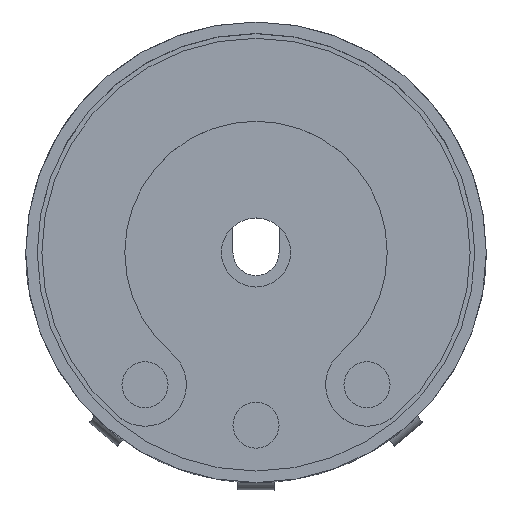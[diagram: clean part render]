
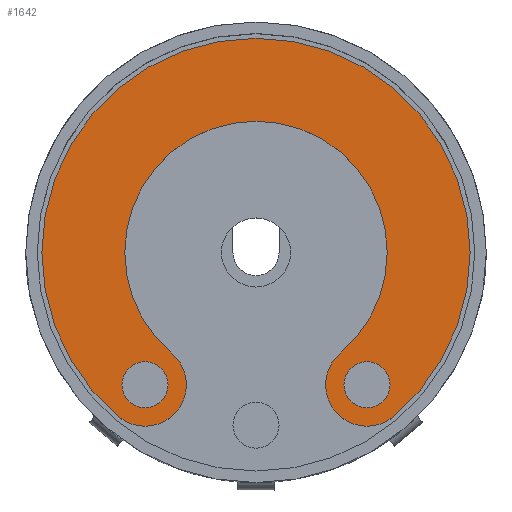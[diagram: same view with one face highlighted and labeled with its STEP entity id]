
A CAD part, top view. The second image highlights one B-rep face of the part: STEP entity #1642.
In plain terms, the highlighted planar face has unit normal (0, 0, 1).
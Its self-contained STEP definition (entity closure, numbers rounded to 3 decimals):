
#19 = CARTESIAN_POINT ( 'NONE',  ( 0., 0., 0.7 ) ) ;
#85 = AXIS2_PLACEMENT_3D ( 'NONE', #1353, #5546, #5976 ) ;
#119 = CARTESIAN_POINT ( 'NONE',  ( -1.832, -2.183, 0.7 ) ) ;
#131 = EDGE_CURVE ( 'NONE', #2484, #3240, #1793, .T. ) ;
#134 = VERTEX_POINT ( 'NONE', #5543 ) ;
#156 = CIRCLE ( 'NONE', #5029, 2.85 ) ;
#180 = CARTESIAN_POINT ( 'NONE',  ( 2.01, -2.873, 0.7 ) ) ;
#243 = AXIS2_PLACEMENT_3D ( 'NONE', #4240, #2395, #1507 ) ;
#265 = DIRECTION ( 'NONE',  ( 1., 0., 0. ) ) ;
#289 = AXIS2_PLACEMENT_3D ( 'NONE', #5744, #3371, #2926 ) ;
#372 = CARTESIAN_POINT ( 'NONE',  ( 2.41, -2.873, 0.7 ) ) ;
#501 = DIRECTION ( 'NONE',  ( 0., 0., -1. ) ) ;
#528 = VERTEX_POINT ( 'NONE', #180 ) ;
#586 = AXIS2_PLACEMENT_3D ( 'NONE', #2734, #5949, #1348 ) ;
#621 = DIRECTION ( 'NONE',  ( 1., 0., 0. ) ) ;
#656 = ORIENTED_EDGE ( 'NONE', *, *, #2333, .T. ) ;
#657 = CIRCLE ( 'NONE', #5758, 0.9 ) ;
#698 = CARTESIAN_POINT ( 'NONE',  ( 2.41, -2.873, 0.7 ) ) ;
#703 = CARTESIAN_POINT ( 'NONE',  ( 2.989, -3.562, 0.7 ) ) ;
#730 = DIRECTION ( 'NONE',  ( 0., 0., 1. ) ) ;
#742 = AXIS2_PLACEMENT_3D ( 'NONE', #1244, #730, #265 ) ;
#852 = CIRCLE ( 'NONE', #742, 0.4 ) ;
#928 = CIRCLE ( 'NONE', #1104, 0.9 ) ;
#1064 = ORIENTED_EDGE ( 'NONE', *, *, #2059, .T. ) ;
#1104 = AXIS2_PLACEMENT_3D ( 'NONE', #4940, #2192, #4019 ) ;
#1131 = ORIENTED_EDGE ( 'NONE', *, *, #2015, .T. ) ;
#1219 = EDGE_CURVE ( 'NONE', #134, #5884, #657, .T. ) ;
#1244 = CARTESIAN_POINT ( 'NONE',  ( -2.41, -2.873, 0.7 ) ) ;
#1252 = EDGE_CURVE ( 'NONE', #2458, #5229, #2130, .T. ) ;
#1260 = DIRECTION ( 'NONE',  ( 1., 0., 0. ) ) ;
#1347 = CIRCLE ( 'NONE', #2483, 4.65 ) ;
#1348 = DIRECTION ( 'NONE',  ( 1., 0., 0. ) ) ;
#1353 = CARTESIAN_POINT ( 'NONE',  ( 0., 0., 0.7 ) ) ;
#1362 = CIRCLE ( 'NONE', #3224, 0.9 ) ;
#1369 = DIRECTION ( 'NONE',  ( 0., 0., 1. ) ) ;
#1377 = DIRECTION ( 'NONE',  ( 1., 0., 0. ) ) ;
#1401 = VERTEX_POINT ( 'NONE', #4786 ) ;
#1431 = DIRECTION ( 'NONE',  ( 1., 0., 0. ) ) ;
#1477 = DIRECTION ( 'NONE',  ( 0., 0., 1. ) ) ;
#1502 = CARTESIAN_POINT ( 'NONE',  ( 4.65, 0., 0.7 ) ) ;
#1504 = ORIENTED_EDGE ( 'NONE', *, *, #5797, .T. ) ;
#1507 = DIRECTION ( 'NONE',  ( 1., 0., 0. ) ) ;
#1591 = DIRECTION ( 'NONE',  ( 0., 0., -1. ) ) ;
#1642 = ADVANCED_FACE ( 'NONE', ( #4964, #1906, #2045 ), #4954, .T. ) ;
#1793 = CIRCLE ( 'NONE', #586, 0.4 ) ;
#1802 = DIRECTION ( 'NONE',  ( 1., 0., 0. ) ) ;
#1816 = CARTESIAN_POINT ( 'NONE',  ( -4.65, 0., 0.7 ) ) ;
#1901 = CIRCLE ( 'NONE', #4815, 2.85 ) ;
#1906 = FACE_OUTER_BOUND ( 'NONE', #5856, .T. ) ;
#1950 = VERTEX_POINT ( 'NONE', #2777 ) ;
#2013 = CARTESIAN_POINT ( 'NONE',  ( -2.01, -2.873, 0.7 ) ) ;
#2015 = EDGE_CURVE ( 'NONE', #3836, #2941, #1901, .T. ) ;
#2045 = FACE_BOUND ( 'NONE', #3315, .T. ) ;
#2059 = EDGE_CURVE ( 'NONE', #4464, #1401, #3141, .T. ) ;
#2130 = CIRCLE ( 'NONE', #85, 2.85 ) ;
#2134 = EDGE_LOOP ( 'NONE', ( #2495, #4319 ) ) ;
#2167 = ORIENTED_EDGE ( 'NONE', *, *, #1219, .T. ) ;
#2192 = DIRECTION ( 'NONE',  ( 0., 0., 1. ) ) ;
#2228 = CARTESIAN_POINT ( 'NONE',  ( 2.41, -2.873, 0.7 ) ) ;
#2259 = ORIENTED_EDGE ( 'NONE', *, *, #4313, .T. ) ;
#2333 = EDGE_CURVE ( 'NONE', #1401, #2458, #928, .T. ) ;
#2350 = CARTESIAN_POINT ( 'NONE',  ( -2.81, -2.873, 0.7 ) ) ;
#2363 = CARTESIAN_POINT ( 'NONE',  ( -2.85, 0., 0.7 ) ) ;
#2395 = DIRECTION ( 'NONE',  ( 0., 0., 1. ) ) ;
#2458 = VERTEX_POINT ( 'NONE', #119 ) ;
#2483 = AXIS2_PLACEMENT_3D ( 'NONE', #19, #4220, #1431 ) ;
#2484 = VERTEX_POINT ( 'NONE', #2350 ) ;
#2495 = ORIENTED_EDGE ( 'NONE', *, *, #131, .F. ) ;
#2520 = ORIENTED_EDGE ( 'NONE', *, *, #3736, .T. ) ;
#2724 = CARTESIAN_POINT ( 'NONE',  ( 2.41, -2.873, 0.7 ) ) ;
#2734 = CARTESIAN_POINT ( 'NONE',  ( -2.41, -2.873, 0.7 ) ) ;
#2745 = VERTEX_POINT ( 'NONE', #1502 ) ;
#2777 = CARTESIAN_POINT ( 'NONE',  ( 2.81, -2.873, 0.7 ) ) ;
#2926 = DIRECTION ( 'NONE',  ( 1., 0., 0. ) ) ;
#2941 = VERTEX_POINT ( 'NONE', #3569 ) ;
#3141 = CIRCLE ( 'NONE', #289, 4.65 ) ;
#3187 = DIRECTION ( 'NONE',  ( 1., 0., 0. ) ) ;
#3200 = DIRECTION ( 'NONE',  ( 1., 0., 0. ) ) ;
#3224 = AXIS2_PLACEMENT_3D ( 'NONE', #2228, #5481, #1260 ) ;
#3240 = VERTEX_POINT ( 'NONE', #2013 ) ;
#3315 = EDGE_LOOP ( 'NONE', ( #5133, #5113 ) ) ;
#3371 = DIRECTION ( 'NONE',  ( 0., 0., 1. ) ) ;
#3380 = DIRECTION ( 'NONE',  ( 1., 0., 0. ) ) ;
#3445 = ORIENTED_EDGE ( 'NONE', *, *, #1252, .T. ) ;
#3447 = EDGE_CURVE ( 'NONE', #3240, #2484, #852, .T. ) ;
#3569 = CARTESIAN_POINT ( 'NONE',  ( 1.832, -2.183, 0.7 ) ) ;
#3678 = CARTESIAN_POINT ( 'NONE',  ( 1.205, -1.436, 0.7 ) ) ;
#3713 = CIRCLE ( 'NONE', #5415, 0.4 ) ;
#3714 = CARTESIAN_POINT ( 'NONE',  ( 0., 0., 0.7 ) ) ;
#3736 = EDGE_CURVE ( 'NONE', #2745, #4464, #1347, .T. ) ;
#3829 = EDGE_CURVE ( 'NONE', #1950, #528, #3713, .T. ) ;
#3836 = VERTEX_POINT ( 'NONE', #4740 ) ;
#4019 = DIRECTION ( 'NONE',  ( 1., 0., 0. ) ) ;
#4220 = DIRECTION ( 'NONE',  ( 0., 0., 1. ) ) ;
#4240 = CARTESIAN_POINT ( 'NONE',  ( 0., 0., 0.7 ) ) ;
#4313 = EDGE_CURVE ( 'NONE', #2941, #134, #1362, .T. ) ;
#4319 = ORIENTED_EDGE ( 'NONE', *, *, #3447, .F. ) ;
#4375 = ORIENTED_EDGE ( 'NONE', *, *, #5909, .T. ) ;
#4464 = VERTEX_POINT ( 'NONE', #1816 ) ;
#4550 = AXIS2_PLACEMENT_3D ( 'NONE', #2724, #4616, #3200 ) ;
#4616 = DIRECTION ( 'NONE',  ( 0., 0., 1. ) ) ;
#4740 = CARTESIAN_POINT ( 'NONE',  ( 2.85, 0., 0.7 ) ) ;
#4786 = CARTESIAN_POINT ( 'NONE',  ( -2.989, -3.562, 0.7 ) ) ;
#4815 = AXIS2_PLACEMENT_3D ( 'NONE', #3714, #501, #1377 ) ;
#4922 = CIRCLE ( 'NONE', #4550, 0.4 ) ;
#4940 = CARTESIAN_POINT ( 'NONE',  ( -2.41, -2.873, 0.7 ) ) ;
#4954 = PLANE ( 'NONE',  #5027 ) ;
#4964 = FACE_BOUND ( 'NONE', #2134, .T. ) ;
#5027 = AXIS2_PLACEMENT_3D ( 'NONE', #3678, #5428, #3187 ) ;
#5029 = AXIS2_PLACEMENT_3D ( 'NONE', #5824, #1591, #621 ) ;
#5113 = ORIENTED_EDGE ( 'NONE', *, *, #3829, .F. ) ;
#5133 = ORIENTED_EDGE ( 'NONE', *, *, #5145, .F. ) ;
#5145 = EDGE_CURVE ( 'NONE', #528, #1950, #4922, .T. ) ;
#5229 = VERTEX_POINT ( 'NONE', #2363 ) ;
#5415 = AXIS2_PLACEMENT_3D ( 'NONE', #698, #1477, #3380 ) ;
#5428 = DIRECTION ( 'NONE',  ( 0., 0., 1. ) ) ;
#5429 = CIRCLE ( 'NONE', #243, 4.65 ) ;
#5481 = DIRECTION ( 'NONE',  ( 0., 0., 1. ) ) ;
#5543 = CARTESIAN_POINT ( 'NONE',  ( 1.51, -2.873, 0.7 ) ) ;
#5546 = DIRECTION ( 'NONE',  ( 0., 0., -1. ) ) ;
#5744 = CARTESIAN_POINT ( 'NONE',  ( 0., 0., 0.7 ) ) ;
#5758 = AXIS2_PLACEMENT_3D ( 'NONE', #372, #1369, #1802 ) ;
#5797 = EDGE_CURVE ( 'NONE', #5884, #2745, #5429, .T. ) ;
#5824 = CARTESIAN_POINT ( 'NONE',  ( 0., 0., 0.7 ) ) ;
#5856 = EDGE_LOOP ( 'NONE', ( #2259, #2167, #1504, #2520, #1064, #656, #3445, #4375, #1131 ) ) ;
#5884 = VERTEX_POINT ( 'NONE', #703 ) ;
#5909 = EDGE_CURVE ( 'NONE', #5229, #3836, #156, .T. ) ;
#5949 = DIRECTION ( 'NONE',  ( 0., 0., 1. ) ) ;
#5976 = DIRECTION ( 'NONE',  ( 1., 0., 0. ) ) ;
